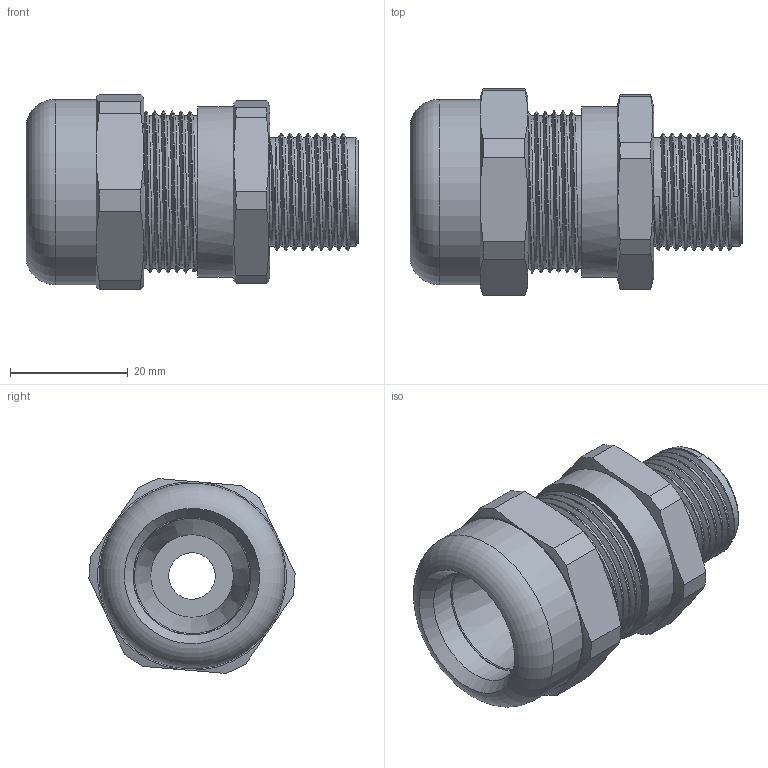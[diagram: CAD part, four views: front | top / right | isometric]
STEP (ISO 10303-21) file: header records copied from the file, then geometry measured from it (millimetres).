
FILE_DESCRIPTION(/* description */ ('RN EX M'),/* implementation_level */ '2;1');
FILE_NAME(/* name */ 'RN20KNP-RST.stp',/* time_stamp */ '2020-03-09T10:07:13+01:00',/* author */ ('sl'),/* organization */ (''),/* preprocessor_version */ 'ST-DEVELOPER v16.5',/* originating_system */ 'Autodesk Inventor 2017',/* authorisation */ '');
FILE_SCHEMA (('AUTOMOTIVE_DESIGN { 1 0 10303 214 3 1 1 }'));
Length unit declared in the file: millimetre
Products named in the file (5): RN20KNP; RN20KNP_1; RN20KNP_2; RN20KNP_3; RN20KNP_4
Assembly tree (4 placements, depth 2):
  RN20KNP
    RN20KNP_1
    RN20KNP_2
    RN20KNP_3
    RN20KNP_4
Bounding box: 56.37 x 35.03 x 33.08 mm (x, y, z)
Volume: 23390.6 mm3; surface area: 18428.8 mm2
Topology: 5 solids, 5 shells, 112 faces, 273 edges, 176 vertices
Faces by surface type: plane 42, cylinder 38, cone 22, bspline 6, torus 4
Full cylindrical faces by diameter (mm): 7.88 x1, 15 x1, 18.478 x9, 20 x1, 23.56 x1, 23.58 x1, 23.615 x1, 25.993 x1, 26.08 x1, 28.022 x9, 29 x1, 31.56 x1
Entity records: 7045 total; most frequent: CARTESIAN_POINT 5007, ORIENTED_EDGE 382, DIRECTION 378, EDGE_CURVE 191, AXIS2_PLACEMENT_3D 163, VERTEX_POINT 138, EDGE_LOOP 135, FACE_OUTER_BOUND 95
